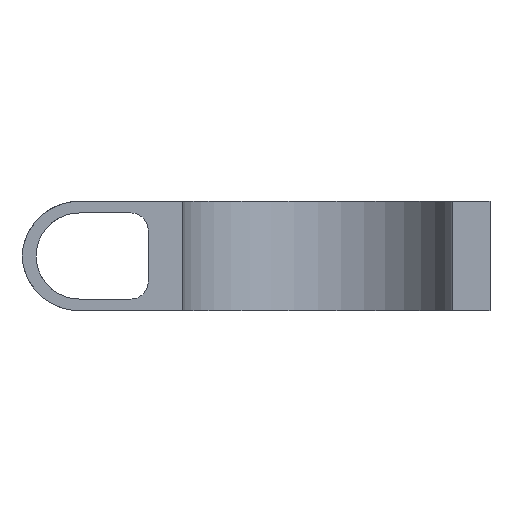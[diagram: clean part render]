
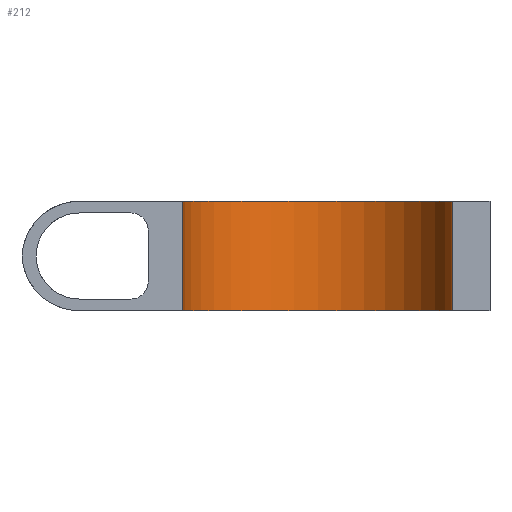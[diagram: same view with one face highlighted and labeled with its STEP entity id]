
A CAD part, front view. The second image highlights one B-rep face of the part: STEP entity #212.
In plain terms, the highlighted cylindrical face has radius 23.5 mm (diameter 47 mm), a partial arc.
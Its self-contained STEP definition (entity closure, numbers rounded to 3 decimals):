
#43 = CARTESIAN_POINT ( 'NONE',  ( -125.585, 212.188, 19.05 ) ) ;
#93 = VECTOR ( 'NONE', #430, 1000. ) ;
#114 = AXIS2_PLACEMENT_3D ( 'NONE', #256, #672, #775 ) ;
#144 = LINE ( 'NONE', #1043, #93 ) ;
#162 = DIRECTION ( 'NONE',  ( 1., 0., 0. ) ) ;
#212 = ADVANCED_FACE ( 'NONE', ( #512 ), #1325, .F. ) ;
#244 = ORIENTED_EDGE ( 'NONE', *, *, #1412, .F. ) ;
#256 = CARTESIAN_POINT ( 'NONE',  ( -149.085, 212.188, 19.05 ) ) ;
#277 = CIRCLE ( 'NONE', #929, 23.5 ) ;
#323 = LINE ( 'NONE', #43, #481 ) ;
#430 = DIRECTION ( 'NONE',  ( 0., 0., -1. ) ) ;
#435 = DIRECTION ( 'NONE',  ( 1., 0., 0. ) ) ;
#445 = CARTESIAN_POINT ( 'NONE',  ( -149.085, 212.188, 19.05 ) ) ;
#481 = VECTOR ( 'NONE', #1630, 1000. ) ;
#495 = EDGE_CURVE ( 'NONE', #942, #671, #277, .T. ) ;
#512 = FACE_OUTER_BOUND ( 'NONE', #1596, .T. ) ;
#514 = CARTESIAN_POINT ( 'NONE',  ( -172.585, 212.188, 19.05 ) ) ;
#516 = DIRECTION ( 'NONE',  ( 0., 0., 1. ) ) ;
#533 = CARTESIAN_POINT ( 'NONE',  ( -149.085, 212.188, 0. ) ) ;
#626 = ORIENTED_EDGE ( 'NONE', *, *, #1535, .F. ) ;
#656 = AXIS2_PLACEMENT_3D ( 'NONE', #533, #516, #162 ) ;
#671 = VERTEX_POINT ( 'NONE', #514 ) ;
#672 = DIRECTION ( 'NONE',  ( 0., 0., -1. ) ) ;
#694 = VERTEX_POINT ( 'NONE', #894 ) ;
#701 = CARTESIAN_POINT ( 'NONE',  ( -125.585, 212.188, 0. ) ) ;
#729 = CARTESIAN_POINT ( 'NONE',  ( -125.585, 212.188, 19.05 ) ) ;
#775 = DIRECTION ( 'NONE',  ( -1., 0., 0. ) ) ;
#894 = CARTESIAN_POINT ( 'NONE',  ( -172.585, 212.188, 0. ) ) ;
#929 = AXIS2_PLACEMENT_3D ( 'NONE', #445, #1602, #435 ) ;
#942 = VERTEX_POINT ( 'NONE', #729 ) ;
#1043 = CARTESIAN_POINT ( 'NONE',  ( -172.585, 212.188, 19.05 ) ) ;
#1325 = CYLINDRICAL_SURFACE ( 'NONE', #114, 23.5 ) ;
#1363 = ORIENTED_EDGE ( 'NONE', *, *, #495, .T. ) ;
#1378 = CIRCLE ( 'NONE', #656, 23.5 ) ;
#1384 = ORIENTED_EDGE ( 'NONE', *, *, #1418, .T. ) ;
#1412 = EDGE_CURVE ( 'NONE', #1482, #694, #1378, .T. ) ;
#1418 = EDGE_CURVE ( 'NONE', #671, #694, #144, .T. ) ;
#1482 = VERTEX_POINT ( 'NONE', #701 ) ;
#1535 = EDGE_CURVE ( 'NONE', #942, #1482, #323, .T. ) ;
#1596 = EDGE_LOOP ( 'NONE', ( #244, #626, #1363, #1384 ) ) ;
#1602 = DIRECTION ( 'NONE',  ( 0., 0., 1. ) ) ;
#1630 = DIRECTION ( 'NONE',  ( 0., 0., -1. ) ) ;
